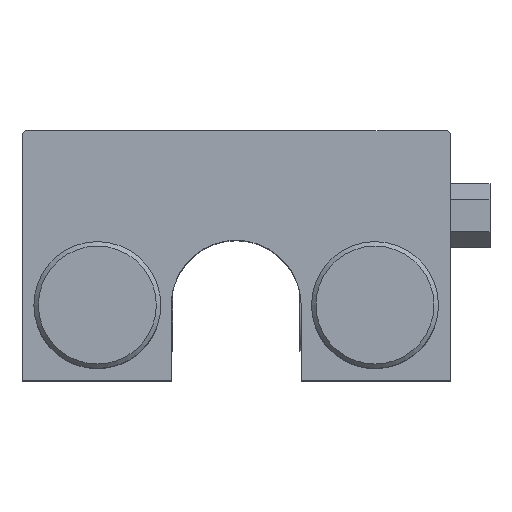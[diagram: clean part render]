
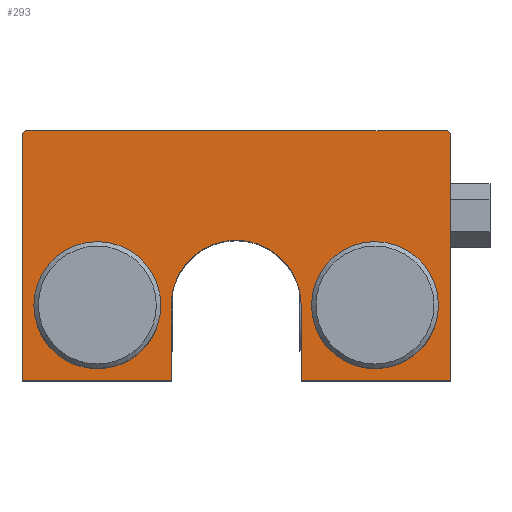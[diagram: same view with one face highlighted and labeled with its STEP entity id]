
A CAD part, top view. The second image highlights one B-rep face of the part: STEP entity #293.
In plain terms, the highlighted face is planar.
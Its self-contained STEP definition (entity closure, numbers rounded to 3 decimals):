
#293 = ADVANCED_FACE( '', ( #665, #666, #667 ), #668, .F. );
#665 = FACE_BOUND( '', #1130, .T. );
#666 = FACE_BOUND( '', #1131, .T. );
#667 = FACE_OUTER_BOUND( '', #1132, .T. );
#668 = PLANE( '', #1133 );
#1130 = EDGE_LOOP( '', ( #1834 ) );
#1131 = EDGE_LOOP( '', ( #1835 ) );
#1132 = EDGE_LOOP( '', ( #1836, #1837, #1838, #1839, #1840, #1841, #1842, #1843, #1844, #1845 ) );
#1133 = AXIS2_PLACEMENT_3D( '', #1846, #1847, #1848 );
#1834 = ORIENTED_EDGE( '', *, *, #2607, .F. );
#1835 = ORIENTED_EDGE( '', *, *, #2652, .F. );
#1836 = ORIENTED_EDGE( '', *, *, #2653, .F. );
#1837 = ORIENTED_EDGE( '', *, *, #2438, .F. );
#1838 = ORIENTED_EDGE( '', *, *, #2604, .F. );
#1839 = ORIENTED_EDGE( '', *, *, #2574, .F. );
#1840 = ORIENTED_EDGE( '', *, *, #2654, .F. );
#1841 = ORIENTED_EDGE( '', *, *, #2610, .F. );
#1842 = ORIENTED_EDGE( '', *, *, #2433, .F. );
#1843 = ORIENTED_EDGE( '', *, *, #2631, .T. );
#1844 = ORIENTED_EDGE( '', *, *, #2518, .F. );
#1845 = ORIENTED_EDGE( '', *, *, #2549, .F. );
#1846 = CARTESIAN_POINT( '', ( -18.5, 9.5, 0. ) );
#1847 = DIRECTION( '', ( 1., 0., 0. ) );
#1848 = DIRECTION( '', ( 0., 0., -1. ) );
#2433 = EDGE_CURVE( '', #2830, #2832, #2833, .T. );
#2438 = EDGE_CURVE( '', #2840, #2841, #2842, .T. );
#2518 = EDGE_CURVE( '', #2977, #2979, #2980, .T. );
#2549 = EDGE_CURVE( '', #3029, #2977, #3030, .T. );
#2574 = EDGE_CURVE( '', #3064, #3065, #3066, .T. );
#2604 = EDGE_CURVE( '', #3065, #2840, #3115, .T. );
#2607 = EDGE_CURVE( '', #3118, #3118, #3119, .F. );
#2610 = EDGE_CURVE( '', #2832, #3123, #3124, .T. );
#2631 = EDGE_CURVE( '', #2830, #2979, #3154, .T. );
#2652 = EDGE_CURVE( '', #3182, #3182, #3183, .F. );
#2653 = EDGE_CURVE( '', #2841, #3029, #3184, .T. );
#2654 = EDGE_CURVE( '', #3123, #3064, #3185, .T. );
#2830 = VERTEX_POINT( '', #3406 );
#2832 = VERTEX_POINT( '', #3409 );
#2833 = LINE( '', #3410, #3411 );
#2840 = VERTEX_POINT( '', #3421 );
#2841 = VERTEX_POINT( '', #3422 );
#2842 = LINE( '', #3423, #3424 );
#2977 = VERTEX_POINT( '', #3607 );
#2979 = VERTEX_POINT( '', #3610 );
#2980 = LINE( '', #3611, #3612 );
#3029 = VERTEX_POINT( '', #3680 );
#3030 = LINE( '', #3681, #3682 );
#3064 = VERTEX_POINT( '', #3728 );
#3065 = VERTEX_POINT( '', #3729 );
#3066 = LINE( '', #3730, #3731 );
#3115 = LINE( '', #3856, #3857 );
#3118 = VERTEX_POINT( '', #3861 );
#3119 = CIRCLE( '', #3862, 8. );
#3123 = VERTEX_POINT( '', #3866 );
#3124 = LINE( '', #3867, #3868 );
#3154 = CIRCLE( '', #3910, 8.2 );
#3182 = VERTEX_POINT( '', #3962 );
#3183 = CIRCLE( '', #3963, 8. );
#3184 = LINE( '', #3964, #3965 );
#3185 = LINE( '', #3966, #3967 );
#3406 = CARTESIAN_POINT( '', ( -18.5, 9.5, -8.2 ) );
#3409 = CARTESIAN_POINT( '', ( -18.5, 0., -8.2 ) );
#3410 = CARTESIAN_POINT( '', ( -18.5, 9.5, -8.2 ) );
#3411 = VECTOR( '', #4236, 1000. );
#3421 = CARTESIAN_POINT( '', ( -18.5, 31.5, 26.6 ) );
#3422 = CARTESIAN_POINT( '', ( -18.5, 31.1, 27. ) );
#3423 = CARTESIAN_POINT( '', ( -18.5, 31.5, 26.6 ) );
#3424 = VECTOR( '', #4240, 1000. );
#3607 = CARTESIAN_POINT( '', ( -18.5, 0., 8.2 ) );
#3610 = CARTESIAN_POINT( '', ( -18.5, 9.5, 8.2 ) );
#3611 = CARTESIAN_POINT( '', ( -18.5, 0., 8.2 ) );
#3612 = VECTOR( '', #4326, 1000. );
#3680 = CARTESIAN_POINT( '', ( -18.5, 0., 27. ) );
#3681 = CARTESIAN_POINT( '', ( -18.5, 0., 27. ) );
#3682 = VECTOR( '', #4355, 1000. );
#3728 = CARTESIAN_POINT( '', ( -18.5, 31.1, -27. ) );
#3729 = CARTESIAN_POINT( '', ( -18.5, 31.5, -26.6 ) );
#3730 = CARTESIAN_POINT( '', ( -18.5, 31.1, -27. ) );
#3731 = VECTOR( '', #4380, 1000. );
#3856 = CARTESIAN_POINT( '', ( -18.5, 31.5, -26.6 ) );
#3857 = VECTOR( '', #4421, 1000. );
#3861 = CARTESIAN_POINT( '', ( -18.5, 9.5, -25.5 ) );
#3862 = AXIS2_PLACEMENT_3D( '', #4423, #4424, #4425 );
#3866 = CARTESIAN_POINT( '', ( -18.5, 0., -27. ) );
#3867 = CARTESIAN_POINT( '', ( -18.5, 0., -8.2 ) );
#3868 = VECTOR( '', #4429, 1000. );
#3910 = AXIS2_PLACEMENT_3D( '', #4452, #4453, #4454 );
#3962 = CARTESIAN_POINT( '', ( -18.5, 9.5, 9.5 ) );
#3963 = AXIS2_PLACEMENT_3D( '', #4470, #4471, #4472 );
#3964 = CARTESIAN_POINT( '', ( -18.5, 31.1, 27. ) );
#3965 = VECTOR( '', #4473, 1000. );
#3966 = CARTESIAN_POINT( '', ( -18.5, 0., -27. ) );
#3967 = VECTOR( '', #4474, 1000. );
#4236 = DIRECTION( '', ( 0., -1., 0. ) );
#4240 = DIRECTION( '', ( 0., -0.707, 0.707 ) );
#4326 = DIRECTION( '', ( 0., 1., 0. ) );
#4355 = DIRECTION( '', ( 0., 0., -1. ) );
#4380 = DIRECTION( '', ( 0., 0.707, 0.707 ) );
#4421 = DIRECTION( '', ( 0., 0., 1. ) );
#4423 = CARTESIAN_POINT( '', ( -18.5, 9.5, -17.5 ) );
#4424 = DIRECTION( '', ( 1., 0., 0. ) );
#4425 = DIRECTION( '', ( 0., 0., -1. ) );
#4429 = DIRECTION( '', ( 0., 0., -1. ) );
#4452 = CARTESIAN_POINT( '', ( -18.5, 9.5, 0. ) );
#4453 = DIRECTION( '', ( 1., 0., 0. ) );
#4454 = DIRECTION( '', ( 0., 0., -1. ) );
#4470 = CARTESIAN_POINT( '', ( -18.5, 9.5, 17.5 ) );
#4471 = DIRECTION( '', ( 1., 0., 0. ) );
#4472 = DIRECTION( '', ( 0., 0., -1. ) );
#4473 = DIRECTION( '', ( 0., -1., 0. ) );
#4474 = DIRECTION( '', ( 0., 1., 0. ) );
